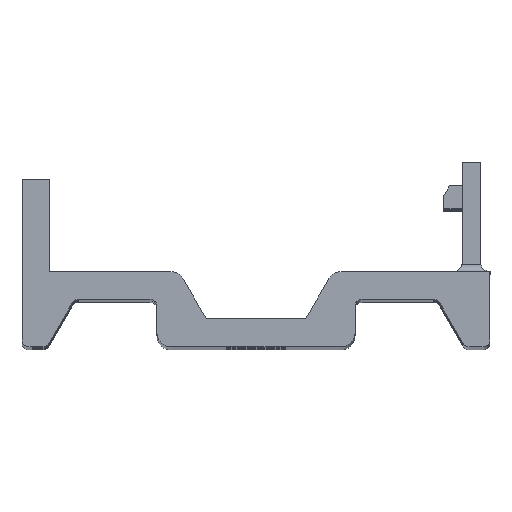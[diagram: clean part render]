
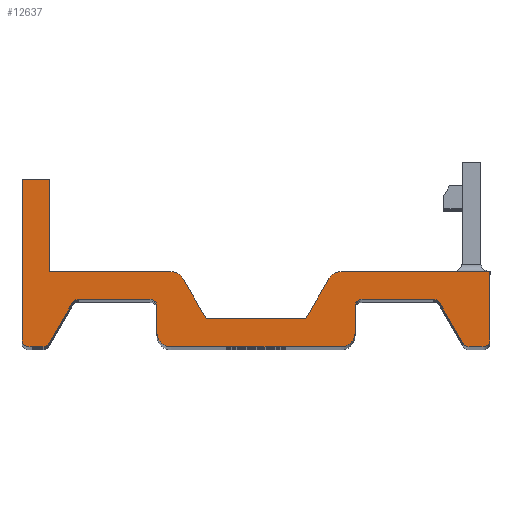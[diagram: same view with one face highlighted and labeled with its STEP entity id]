
A CAD part, top view. The second image highlights one B-rep face of the part: STEP entity #12637.
In plain terms, the highlighted planar face has unit normal (0, 0, 1).
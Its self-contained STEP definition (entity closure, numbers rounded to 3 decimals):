
#69=DIRECTION('',(0.,1.,0.));
#70=VECTOR('',#69,6.6);
#71=CARTESIAN_POINT('',(-14.775,5.4,-14.));
#72=LINE('',#71,#70);
#333=DIRECTION('',(1.,0.,0.));
#334=VECTOR('',#333,2.);
#335=CARTESIAN_POINT('',(-16.775,12.,-14.));
#336=LINE('',#335,#334);
#341=DIRECTION('',(0.,-1.,0.));
#342=VECTOR('',#341,11.5);
#343=CARTESIAN_POINT('',(-16.775,12.,-14.));
#344=LINE('',#343,#342);
#493=CARTESIAN_POINT('',(-16.275,0.5,-14.));
#494=DIRECTION('',(0.,0.,-1.));
#495=DIRECTION('',(0.,-1.,0.));
#496=AXIS2_PLACEMENT_3D('',#493,#494,#495);
#511=DIRECTION('',(1.,0.,0.));
#512=VECTOR('',#511,1.);
#513=CARTESIAN_POINT('',(-16.275,0.,-14.));
#514=LINE('',#513,#512);
#623=CARTESIAN_POINT('',(-15.275,0.5,-14.));
#624=DIRECTION('',(0.,0.,-1.));
#625=DIRECTION('',(0.866,-0.5,0.));
#626=AXIS2_PLACEMENT_3D('',#623,#624,#625);
#641=DIRECTION('',(0.5,0.866,0.));
#642=VECTOR('',#641,3.349);
#643=CARTESIAN_POINT('',(-14.842,0.25,-14.));
#644=LINE('',#643,#642);
#649=CARTESIAN_POINT('',(-12.735,2.9,-14.));
#650=DIRECTION('',(0.,0.,1.));
#651=DIRECTION('',(0.,1.,0.));
#652=AXIS2_PLACEMENT_3D('',#649,#650,#651);
#667=DIRECTION('',(1.,0.,0.));
#668=VECTOR('',#667,5.135);
#669=CARTESIAN_POINT('',(-12.735,3.4,-14.));
#670=LINE('',#669,#668);
#875=CARTESIAN_POINT('',(-7.6,2.9,-14.));
#876=DIRECTION('',(0.,0.,1.));
#877=DIRECTION('',(1.,0.,0.));
#878=AXIS2_PLACEMENT_3D('',#875,#876,#877);
#888=DIRECTION('',(0.,-1.,0.));
#889=VECTOR('',#888,1.9);
#890=CARTESIAN_POINT('',(-7.1,2.9,-14.));
#891=LINE('',#890,#889);
#900=CARTESIAN_POINT('',(-6.1,1.,-14.));
#901=DIRECTION('',(0.,0.,-1.));
#902=DIRECTION('',(0.,-1.,0.));
#903=AXIS2_PLACEMENT_3D('',#900,#901,#902);
#918=DIRECTION('',(1.,0.,0.));
#919=VECTOR('',#918,12.2);
#920=CARTESIAN_POINT('',(-6.1,0.,-14.));
#921=LINE('',#920,#919);
#1052=CARTESIAN_POINT('',(6.1,1.,-14.));
#1053=DIRECTION('',(0.,0.,-1.));
#1054=DIRECTION('',(1.,0.,0.));
#1055=AXIS2_PLACEMENT_3D('',#1052,#1053,#1054);
#1070=DIRECTION('',(0.,1.,0.));
#1071=VECTOR('',#1070,1.9);
#1072=CARTESIAN_POINT('',(7.1,1.,-14.));
#1073=LINE('',#1072,#1071);
#1082=CARTESIAN_POINT('',(7.6,2.9,-14.));
#1083=DIRECTION('',(0.,0.,1.));
#1084=DIRECTION('',(0.,1.,0.));
#1085=AXIS2_PLACEMENT_3D('',#1082,#1083,#1084);
#1095=DIRECTION('',(1.,0.,0.));
#1096=VECTOR('',#1095,5.135);
#1097=CARTESIAN_POINT('',(7.6,3.4,-14.));
#1098=LINE('',#1097,#1096);
#1231=CARTESIAN_POINT('',(12.735,2.9,-14.));
#1232=DIRECTION('',(0.,0.,-1.));
#1233=DIRECTION('',(0.,1.,0.));
#1234=AXIS2_PLACEMENT_3D('',#1231,#1232,#1233);
#1249=DIRECTION('',(0.5,-0.866,0.));
#1250=VECTOR('',#1249,3.349);
#1251=CARTESIAN_POINT('',(13.168,3.15,-14.));
#1252=LINE('',#1251,#1250);
#1257=CARTESIAN_POINT('',(15.275,0.5,-14.));
#1258=DIRECTION('',(0.,0.,-1.));
#1259=DIRECTION('',(0.,-1.,0.));
#1260=AXIS2_PLACEMENT_3D('',#1257,#1258,#1259);
#1307=DIRECTION('',(1.,0.,0.));
#1308=VECTOR('',#1307,1.);
#1309=CARTESIAN_POINT('',(15.275,0.,-14.));
#1310=LINE('',#1309,#1308);
#1311=CARTESIAN_POINT('',(16.275,0.5,-14.));
#1312=DIRECTION('',(0.,0.,-1.));
#1313=DIRECTION('',(1.,0.,0.));
#1314=AXIS2_PLACEMENT_3D('',#1311,#1312,#1313);
#1329=DIRECTION('',(0.,1.,0.));
#1330=VECTOR('',#1329,4.9);
#1331=CARTESIAN_POINT('',(16.775,0.5,-14.));
#1332=LINE('',#1331,#1330);
#1333=DIRECTION('',(-1.,0.,0.));
#1334=VECTOR('',#1333,10.675);
#1335=CARTESIAN_POINT('',(16.775,5.4,-14.));
#1336=LINE('',#1335,#1334);
#1517=CARTESIAN_POINT('',(6.1,4.4,-14.));
#1518=DIRECTION('',(0.,0.,-1.));
#1519=DIRECTION('',(-0.866,0.5,0.));
#1520=AXIS2_PLACEMENT_3D('',#1517,#1518,#1519);
#1567=DIRECTION('',(-0.5,-0.866,0.));
#1568=VECTOR('',#1567,3.06);
#1569=CARTESIAN_POINT('',(5.234,4.9,-14.));
#1570=LINE('',#1569,#1568);
#1575=CARTESIAN_POINT('',(3.271,2.5,-14.));
#1576=DIRECTION('',(0.,0.,1.));
#1577=DIRECTION('',(0.,-1.,0.));
#1578=AXIS2_PLACEMENT_3D('',#1575,#1576,#1577);
#1593=DIRECTION('',(-1.,0.,0.));
#1594=VECTOR('',#1593,6.542);
#1595=CARTESIAN_POINT('',(3.271,2.,-14.));
#1596=LINE('',#1595,#1594);
#1602=CARTESIAN_POINT('',(-3.271,2.5,-14.));
#1603=DIRECTION('',(0.,0.,-1.));
#1604=DIRECTION('',(0.,-1.,0.));
#1605=AXIS2_PLACEMENT_3D('',#1602,#1603,#1604);
#1620=DIRECTION('',(-0.5,0.866,0.));
#1621=VECTOR('',#1620,3.06);
#1622=CARTESIAN_POINT('',(-3.704,2.25,-14.));
#1623=LINE('',#1622,#1621);
#1628=CARTESIAN_POINT('',(-6.1,4.4,-14.));
#1629=DIRECTION('',(0.,0.,-1.));
#1630=DIRECTION('',(0.,1.,0.));
#1631=AXIS2_PLACEMENT_3D('',#1628,#1629,#1630);
#1678=DIRECTION('',(-1.,0.,0.));
#1679=VECTOR('',#1678,8.675);
#1680=CARTESIAN_POINT('',(-6.1,5.4,-14.));
#1681=LINE('',#1680,#1679);
#12272=CARTESIAN_POINT('',(-16.775,12.,-14.));
#12273=CARTESIAN_POINT('',(-16.775,0.5,-14.));
#12274=VERTEX_POINT('',#12272);
#12275=VERTEX_POINT('',#12273);
#12276=CARTESIAN_POINT('',(-16.275,0.,-14.));
#12277=CARTESIAN_POINT('',(-15.275,0.,-14.));
#12278=VERTEX_POINT('',#12276);
#12279=VERTEX_POINT('',#12277);
#12280=CARTESIAN_POINT('',(-12.735,3.4,-14.));
#12281=CARTESIAN_POINT('',(-7.6,3.4,-14.));
#12282=VERTEX_POINT('',#12280);
#12283=VERTEX_POINT('',#12281);
#12284=CARTESIAN_POINT('',(-7.1,2.9,-14.));
#12285=CARTESIAN_POINT('',(-7.1,1.,-14.));
#12286=VERTEX_POINT('',#12284);
#12287=VERTEX_POINT('',#12285);
#12288=CARTESIAN_POINT('',(-6.1,0.,-14.));
#12289=CARTESIAN_POINT('',(6.1,0.,-14.));
#12290=VERTEX_POINT('',#12288);
#12291=VERTEX_POINT('',#12289);
#12292=CARTESIAN_POINT('',(7.1,1.,-14.));
#12293=CARTESIAN_POINT('',(7.1,2.9,-14.));
#12294=VERTEX_POINT('',#12292);
#12295=VERTEX_POINT('',#12293);
#12296=CARTESIAN_POINT('',(7.6,3.4,-14.));
#12297=CARTESIAN_POINT('',(12.735,3.4,-14.));
#12298=VERTEX_POINT('',#12296);
#12299=VERTEX_POINT('',#12297);
#12300=CARTESIAN_POINT('',(15.275,0.,-14.));
#12301=CARTESIAN_POINT('',(16.275,0.,-14.));
#12302=VERTEX_POINT('',#12300);
#12303=VERTEX_POINT('',#12301);
#12304=CARTESIAN_POINT('',(16.775,0.5,-14.));
#12305=CARTESIAN_POINT('',(16.775,5.4,-14.));
#12306=VERTEX_POINT('',#12304);
#12307=VERTEX_POINT('',#12305);
#12308=CARTESIAN_POINT('',(6.1,5.4,-14.));
#12309=VERTEX_POINT('',#12308);
#12310=CARTESIAN_POINT('',(3.271,2.,-14.));
#12311=CARTESIAN_POINT('',(-3.271,2.,-14.));
#12312=VERTEX_POINT('',#12310);
#12313=VERTEX_POINT('',#12311);
#12314=CARTESIAN_POINT('',(-6.1,5.4,-14.));
#12315=CARTESIAN_POINT('',(-14.775,5.4,-14.));
#12316=VERTEX_POINT('',#12314);
#12317=VERTEX_POINT('',#12315);
#12318=CARTESIAN_POINT('',(-14.775,12.,-14.));
#12319=VERTEX_POINT('',#12318);
#12320=CARTESIAN_POINT('',(-5.234,4.9,-14.));
#12321=VERTEX_POINT('',#12320);
#12322=CARTESIAN_POINT('',(5.234,4.9,-14.));
#12323=VERTEX_POINT('',#12322);
#12324=CARTESIAN_POINT('',(14.842,0.25,-14.));
#12325=VERTEX_POINT('',#12324);
#12326=CARTESIAN_POINT('',(-14.842,0.25,-14.));
#12327=VERTEX_POINT('',#12326);
#12328=CARTESIAN_POINT('',(13.168,3.15,-14.));
#12329=VERTEX_POINT('',#12328);
#12330=CARTESIAN_POINT('',(3.704,2.25,-14.));
#12331=VERTEX_POINT('',#12330);
#12332=CARTESIAN_POINT('',(-3.704,2.25,-14.));
#12333=VERTEX_POINT('',#12332);
#12334=CARTESIAN_POINT('',(-13.168,3.15,-14.));
#12335=VERTEX_POINT('',#12334);
#12567=CARTESIAN_POINT('',(16.775,13.25,-14.));
#12568=DIRECTION('',(0.,0.,-1.));
#12569=DIRECTION('',(-1.,0.,0.));
#12570=AXIS2_PLACEMENT_3D('',#12567,#12568,#12569);
#12571=PLANE('',#12570);
#12573=ORIENTED_EDGE('',*,*,#12572,.T.);
#12574=ORIENTED_EDGE('',*,*,#12413,.F.);
#12576=ORIENTED_EDGE('',*,*,#12575,.F.);
#12578=ORIENTED_EDGE('',*,*,#12577,.T.);
#12580=ORIENTED_EDGE('',*,*,#12579,.F.);
#12582=ORIENTED_EDGE('',*,*,#12581,.F.);
#12584=ORIENTED_EDGE('',*,*,#12583,.F.);
#12586=ORIENTED_EDGE('',*,*,#12585,.T.);
#12588=ORIENTED_EDGE('',*,*,#12587,.F.);
#12590=ORIENTED_EDGE('',*,*,#12589,.T.);
#12592=ORIENTED_EDGE('',*,*,#12591,.F.);
#12594=ORIENTED_EDGE('',*,*,#12593,.F.);
#12596=ORIENTED_EDGE('',*,*,#12595,.T.);
#12598=ORIENTED_EDGE('',*,*,#12597,.F.);
#12600=ORIENTED_EDGE('',*,*,#12599,.T.);
#12602=ORIENTED_EDGE('',*,*,#12601,.F.);
#12604=ORIENTED_EDGE('',*,*,#12603,.F.);
#12606=ORIENTED_EDGE('',*,*,#12605,.F.);
#12608=ORIENTED_EDGE('',*,*,#12607,.T.);
#12610=ORIENTED_EDGE('',*,*,#12609,.F.);
#12612=ORIENTED_EDGE('',*,*,#12611,.T.);
#12614=ORIENTED_EDGE('',*,*,#12613,.F.);
#12616=ORIENTED_EDGE('',*,*,#12615,.T.);
#12618=ORIENTED_EDGE('',*,*,#12617,.F.);
#12620=ORIENTED_EDGE('',*,*,#12619,.T.);
#12622=ORIENTED_EDGE('',*,*,#12621,.F.);
#12624=ORIENTED_EDGE('',*,*,#12623,.T.);
#12626=ORIENTED_EDGE('',*,*,#12625,.F.);
#12628=ORIENTED_EDGE('',*,*,#12627,.T.);
#12630=ORIENTED_EDGE('',*,*,#12629,.F.);
#12632=ORIENTED_EDGE('',*,*,#12631,.T.);
#12634=ORIENTED_EDGE('',*,*,#12633,.F.);
#12635=EDGE_LOOP('',(#12573,#12574,#12576,#12578,#12580,#12582,#12584,#12586,
#12588,#12590,#12592,#12594,#12596,#12598,#12600,#12602,#12604,#12606,#12608,
#12610,#12612,#12614,#12616,#12618,#12620,#12622,#12624,#12626,#12628,#12630,
#12632,#12634));
#12636=FACE_OUTER_BOUND('',#12635,.F.);
#12637=ADVANCED_FACE('',(#12636),#12571,.F.);
#497=CIRCLE('',#496,0.5);
#627=CIRCLE('',#626,0.5);
#653=CIRCLE('',#652,0.5);
#879=CIRCLE('',#878,0.5);
#904=CIRCLE('',#903,1.);
#1056=CIRCLE('',#1055,1.);
#1086=CIRCLE('',#1085,0.5);
#1235=CIRCLE('',#1234,0.5);
#1261=CIRCLE('',#1260,0.5);
#1315=CIRCLE('',#1314,0.5);
#1521=CIRCLE('',#1520,1.);
#1579=CIRCLE('',#1578,0.5);
#1606=CIRCLE('',#1605,0.5);
#1632=CIRCLE('',#1631,1.);
#12413=EDGE_CURVE('',#12317,#12319,#72,.T.);
#12572=EDGE_CURVE('',#12274,#12319,#336,.T.);
#12575=EDGE_CURVE('',#12316,#12317,#1681,.T.);
#12577=EDGE_CURVE('',#12316,#12321,#1632,.T.);
#12579=EDGE_CURVE('',#12333,#12321,#1623,.T.);
#12581=EDGE_CURVE('',#12313,#12333,#1606,.T.);
#12583=EDGE_CURVE('',#12312,#12313,#1596,.T.);
#12585=EDGE_CURVE('',#12312,#12331,#1579,.T.);
#12587=EDGE_CURVE('',#12323,#12331,#1570,.T.);
#12589=EDGE_CURVE('',#12323,#12309,#1521,.T.);
#12591=EDGE_CURVE('',#12307,#12309,#1336,.T.);
#12593=EDGE_CURVE('',#12306,#12307,#1332,.T.);
#12595=EDGE_CURVE('',#12306,#12303,#1315,.T.);
#12597=EDGE_CURVE('',#12302,#12303,#1310,.T.);
#12599=EDGE_CURVE('',#12302,#12325,#1261,.T.);
#12601=EDGE_CURVE('',#12329,#12325,#1252,.T.);
#12603=EDGE_CURVE('',#12299,#12329,#1235,.T.);
#12605=EDGE_CURVE('',#12298,#12299,#1098,.T.);
#12607=EDGE_CURVE('',#12298,#12295,#1086,.T.);
#12609=EDGE_CURVE('',#12294,#12295,#1073,.T.);
#12611=EDGE_CURVE('',#12294,#12291,#1056,.T.);
#12613=EDGE_CURVE('',#12290,#12291,#921,.T.);
#12615=EDGE_CURVE('',#12290,#12287,#904,.T.);
#12617=EDGE_CURVE('',#12286,#12287,#891,.T.);
#12619=EDGE_CURVE('',#12286,#12283,#879,.T.);
#12621=EDGE_CURVE('',#12282,#12283,#670,.T.);
#12623=EDGE_CURVE('',#12282,#12335,#653,.T.);
#12625=EDGE_CURVE('',#12327,#12335,#644,.T.);
#12627=EDGE_CURVE('',#12327,#12279,#627,.T.);
#12629=EDGE_CURVE('',#12278,#12279,#514,.T.);
#12631=EDGE_CURVE('',#12278,#12275,#497,.T.);
#12633=EDGE_CURVE('',#12274,#12275,#344,.T.);
